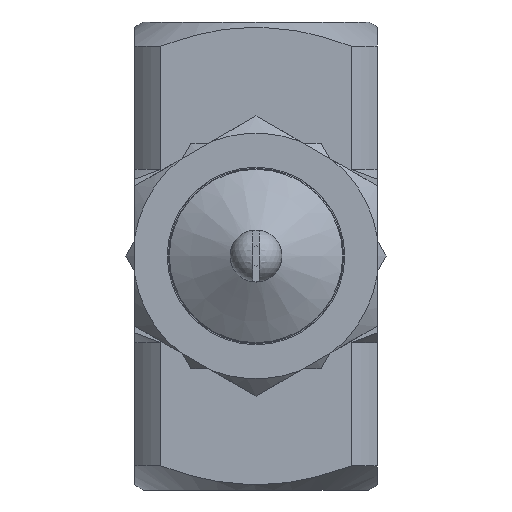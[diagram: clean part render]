
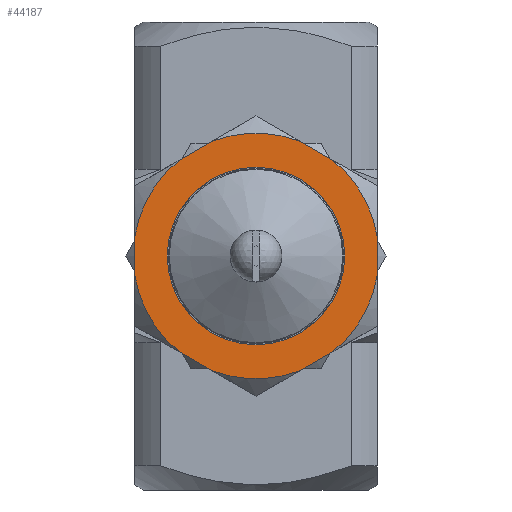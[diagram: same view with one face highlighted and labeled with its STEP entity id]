
A CAD part, front view. The second image highlights one B-rep face of the part: STEP entity #44187.
In plain terms, the highlighted planar face has unit normal (0, -1, 0).
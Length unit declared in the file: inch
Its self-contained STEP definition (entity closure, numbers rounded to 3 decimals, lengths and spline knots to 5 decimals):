
#43504=CARTESIAN_POINT('',(-0.32,-1.1,0.));
#43505=VERTEX_POINT('',#43504);
#43506=CARTESIAN_POINT('',(0.,-1.1,0.));
#43507=DIRECTION('',(0.0,1.0,0.0));
#43508=DIRECTION('',(-1.0,0.0,0.0));
#43509=AXIS2_PLACEMENT_3D('',#43506,#43507,#43508);
#43510=CIRCLE('',#43509,0.32);
#43511=EDGE_CURVE('',#43505,#43505,#43510,.T.);
#43523=CARTESIAN_POINT('',(0.4375,-1.1,0.06753));
#43524=VERTEX_POINT('',#43523);
#43538=CARTESIAN_POINT('',(0.4375,-1.1,-0.06753));
#43539=VERTEX_POINT('',#43538);
#43540=CARTESIAN_POINT('',(0.4375,-1.1,0.06753));
#43541=DIRECTION('',(0.0,0.0,-1.0));
#43542=VECTOR('',#43541,0.13507);
#43543=LINE('',#43540,#43542);
#43544=EDGE_CURVE('',#43524,#43539,#43543,.T.);
#43623=CARTESIAN_POINT('',(0.16027,-1.1,0.41265));
#43624=VERTEX_POINT('',#43623);
#43638=CARTESIAN_POINT('',(0.27723,-1.1,0.34512));
#43639=VERTEX_POINT('',#43638);
#43640=CARTESIAN_POINT('',(0.16027,-1.1,0.41265));
#43641=DIRECTION('',(0.866,0.0,-0.5));
#43642=VECTOR('',#43641,0.13507);
#43643=LINE('',#43640,#43642);
#43644=EDGE_CURVE('',#43624,#43639,#43643,.T.);
#43714=CARTESIAN_POINT('',(-0.27723,-1.1,0.34512));
#43715=VERTEX_POINT('',#43714);
#43729=CARTESIAN_POINT('',(-0.16027,-1.1,0.41265));
#43730=VERTEX_POINT('',#43729);
#43731=CARTESIAN_POINT('',(-0.27723,-1.1,0.34512));
#43732=DIRECTION('',(0.866,0.0,0.5));
#43733=VECTOR('',#43732,0.13507);
#43734=LINE('',#43731,#43733);
#43735=EDGE_CURVE('',#43715,#43730,#43734,.T.);
#43805=CARTESIAN_POINT('',(-0.4375,-1.1,-0.06753));
#43806=VERTEX_POINT('',#43805);
#43820=CARTESIAN_POINT('',(-0.4375,-1.1,0.06753));
#43821=VERTEX_POINT('',#43820);
#43822=CARTESIAN_POINT('',(-0.4375,-1.1,-0.06753));
#43823=DIRECTION('',(0.0,0.0,1.0));
#43824=VECTOR('',#43823,0.13507);
#43825=LINE('',#43822,#43824);
#43826=EDGE_CURVE('',#43806,#43821,#43825,.T.);
#43894=CARTESIAN_POINT('',(-0.27723,-1.1,-0.34512));
#43895=VERTEX_POINT('',#43894);
#43956=CARTESIAN_POINT('',(-0.16027,-1.1,-0.41265));
#43957=VERTEX_POINT('',#43956);
#43971=CARTESIAN_POINT('',(-0.16027,-1.1,-0.41265));
#43972=DIRECTION('',(-0.866,0.0,0.5));
#43973=VECTOR('',#43972,0.13507);
#43974=LINE('',#43971,#43973);
#43975=EDGE_CURVE('',#43957,#43895,#43974,.T.);
#44061=CARTESIAN_POINT('',(0.16027,-1.1,-0.41265));
#44062=VERTEX_POINT('',#44061);
#44105=CARTESIAN_POINT('',(0.27723,-1.1,-0.34512));
#44106=VERTEX_POINT('',#44105);
#44120=CARTESIAN_POINT('',(0.27723,-1.1,-0.34512));
#44121=DIRECTION('',(-0.866,0.0,-0.5));
#44122=VECTOR('',#44121,0.13507);
#44123=LINE('',#44120,#44122);
#44124=EDGE_CURVE('',#44106,#44062,#44123,.T.);
#44129=CARTESIAN_POINT('',(-0.375,-1.1,0.));
#44130=DIRECTION('',(0.0,-1.0,0.0));
#44131=DIRECTION('',(0.0,0.0,1.0));
#44132=AXIS2_PLACEMENT_3D('',#44129,#44130,#44131);
#44133=PLANE('',#44132);
#44134=CARTESIAN_POINT('',(0.,-1.1,0.));
#44135=DIRECTION('',(0.0,-1.0,0.0));
#44136=DIRECTION('',(0.0,0.0,1.0));
#44137=AXIS2_PLACEMENT_3D('',#44134,#44135,#44136);
#44138=CIRCLE('',#44137,0.44268);
#44139=EDGE_CURVE('',#43806,#43895,#44138,.T.);
#44140=ORIENTED_EDGE('',*,*,#44139,.T.);
#44141=ORIENTED_EDGE('',*,*,#43975,.F.);
#44142=CARTESIAN_POINT('',(0.,-1.1,0.));
#44143=DIRECTION('',(0.0,-1.0,0.0));
#44144=DIRECTION('',(0.0,0.0,1.0));
#44145=AXIS2_PLACEMENT_3D('',#44142,#44143,#44144);
#44146=CIRCLE('',#44145,0.44268);
#44147=EDGE_CURVE('',#43957,#44062,#44146,.T.);
#44148=ORIENTED_EDGE('',*,*,#44147,.T.);
#44149=ORIENTED_EDGE('',*,*,#44124,.F.);
#44150=CARTESIAN_POINT('',(0.,-1.1,0.));
#44151=DIRECTION('',(0.0,-1.0,0.0));
#44152=DIRECTION('',(0.0,0.0,1.0));
#44153=AXIS2_PLACEMENT_3D('',#44150,#44151,#44152);
#44154=CIRCLE('',#44153,0.44268);
#44155=EDGE_CURVE('',#44106,#43539,#44154,.T.);
#44156=ORIENTED_EDGE('',*,*,#44155,.T.);
#44157=ORIENTED_EDGE('',*,*,#43544,.F.);
#44158=CARTESIAN_POINT('',(0.,-1.1,0.));
#44159=DIRECTION('',(0.0,-1.0,0.0));
#44160=DIRECTION('',(0.0,0.0,1.0));
#44161=AXIS2_PLACEMENT_3D('',#44158,#44159,#44160);
#44162=CIRCLE('',#44161,0.44268);
#44163=EDGE_CURVE('',#43524,#43639,#44162,.T.);
#44164=ORIENTED_EDGE('',*,*,#44163,.T.);
#44165=ORIENTED_EDGE('',*,*,#43644,.F.);
#44166=CARTESIAN_POINT('',(0.,-1.1,0.));
#44167=DIRECTION('',(0.0,-1.0,0.0));
#44168=DIRECTION('',(0.0,0.0,1.0));
#44169=AXIS2_PLACEMENT_3D('',#44166,#44167,#44168);
#44170=CIRCLE('',#44169,0.44268);
#44171=EDGE_CURVE('',#43624,#43730,#44170,.T.);
#44172=ORIENTED_EDGE('',*,*,#44171,.T.);
#44173=ORIENTED_EDGE('',*,*,#43735,.F.);
#44174=CARTESIAN_POINT('',(0.,-1.1,0.));
#44175=DIRECTION('',(0.0,-1.0,0.0));
#44176=DIRECTION('',(0.0,0.0,1.0));
#44177=AXIS2_PLACEMENT_3D('',#44174,#44175,#44176);
#44178=CIRCLE('',#44177,0.44268);
#44179=EDGE_CURVE('',#43715,#43821,#44178,.T.);
#44180=ORIENTED_EDGE('',*,*,#44179,.T.);
#44181=ORIENTED_EDGE('',*,*,#43826,.F.);
#44182=EDGE_LOOP('',(#44140,#44141,#44148,#44149,#44156,#44157,#44164,#44165,#44172,#44173,#44180,#44181));
#44183=FACE_OUTER_BOUND('',#44182,.T.);
#44184=ORIENTED_EDGE('',*,*,#43511,.T.);
#44185=EDGE_LOOP('',(#44184));
#44186=FACE_BOUND('',#44185,.T.);
#44187=ADVANCED_FACE('',(#44183,#44186),#44133,.T.);
